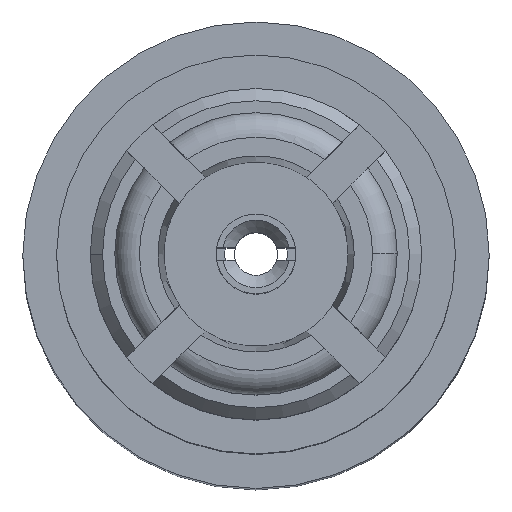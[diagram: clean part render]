
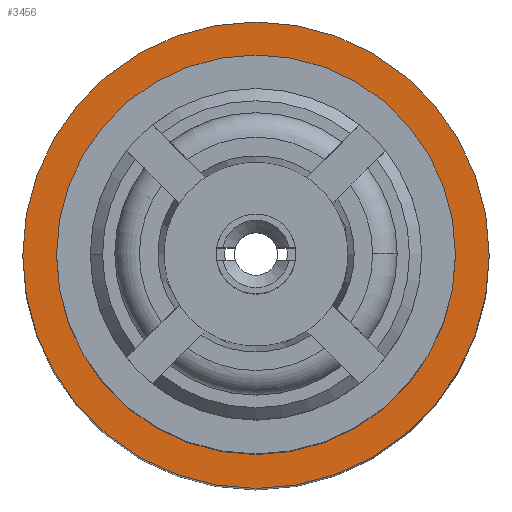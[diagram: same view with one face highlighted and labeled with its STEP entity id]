
A CAD part, top view. The second image highlights one B-rep face of the part: STEP entity #3456.
In plain terms, the highlighted planar face has unit normal (0, 0, 1).
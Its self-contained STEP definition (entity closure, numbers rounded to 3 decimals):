
#39 = DIRECTION ( 'NONE',  ( -1., 0., 0. ) ) ;
#44 = EDGE_CURVE ( 'NONE', #3010, #1447, #1873, .T. ) ;
#272 = FACE_OUTER_BOUND ( 'NONE', #1917, .T. ) ;
#369 = CARTESIAN_POINT ( 'NONE',  ( -1.9, 0., -0.029 ) ) ;
#526 = CARTESIAN_POINT ( 'NONE',  ( 1.9, 0., -0.029 ) ) ;
#746 = CARTESIAN_POINT ( 'NONE',  ( 1.5, 0., -0.029 ) ) ;
#759 = ORIENTED_EDGE ( 'NONE', *, *, #2312, .F. ) ;
#936 = DIRECTION ( 'NONE',  ( 0., 0., -1. ) ) ;
#946 = AXIS2_PLACEMENT_3D ( 'NONE', #3665, #936, #39 ) ;
#1019 = ORIENTED_EDGE ( 'NONE', *, *, #3470, .T. ) ;
#1085 = ORIENTED_EDGE ( 'NONE', *, *, #44, .T. ) ;
#1131 = DIRECTION ( 'NONE',  ( 1., 0., 0. ) ) ;
#1146 = CARTESIAN_POINT ( 'NONE',  ( -1.5, 0., -0.029 ) ) ;
#1262 = DIRECTION ( 'NONE',  ( 0., 0., -1. ) ) ;
#1288 = DIRECTION ( 'NONE',  ( 0., 0., -1. ) ) ;
#1447 = VERTEX_POINT ( 'NONE', #1146 ) ;
#1542 = PLANE ( 'NONE',  #3394 ) ;
#1593 = DIRECTION ( 'NONE',  ( 0., 0., -1. ) ) ;
#1636 = DIRECTION ( 'NONE',  ( -1., 0., 0. ) ) ;
#1767 = AXIS2_PLACEMENT_3D ( 'NONE', #2880, #1288, #1636 ) ;
#1873 = CIRCLE ( 'NONE', #3398, 1.5 ) ;
#1917 = EDGE_LOOP ( 'NONE', ( #3529, #759 ) ) ;
#2003 = CIRCLE ( 'NONE', #3084, 1.5 ) ;
#2073 = DIRECTION ( 'NONE',  ( -1., 0., 0. ) ) ;
#2312 = EDGE_CURVE ( 'NONE', #2983, #2767, #3918, .T. ) ;
#2396 = CARTESIAN_POINT ( 'NONE',  ( 0., 1.9, -0.029 ) ) ;
#2756 = EDGE_CURVE ( 'NONE', #2767, #2983, #3681, .T. ) ;
#2767 = VERTEX_POINT ( 'NONE', #369 ) ;
#2880 = CARTESIAN_POINT ( 'NONE',  ( 0., 0., -0.029 ) ) ;
#2973 = CARTESIAN_POINT ( 'NONE',  ( 0., 0., -0.029 ) ) ;
#2983 = VERTEX_POINT ( 'NONE', #526 ) ;
#3008 = FACE_BOUND ( 'NONE', #3874, .T. ) ;
#3010 = VERTEX_POINT ( 'NONE', #746 ) ;
#3084 = AXIS2_PLACEMENT_3D ( 'NONE', #2973, #1262, #2073 ) ;
#3112 = CARTESIAN_POINT ( 'NONE',  ( 0., 0., -0.029 ) ) ;
#3394 = AXIS2_PLACEMENT_3D ( 'NONE', #2396, #3855, #1131 ) ;
#3398 = AXIS2_PLACEMENT_3D ( 'NONE', #3112, #1593, #3443 ) ;
#3443 = DIRECTION ( 'NONE',  ( -1., 0., 0. ) ) ;
#3456 = ADVANCED_FACE ( 'NONE', ( #3008, #272 ), #1542, .T. ) ;
#3470 = EDGE_CURVE ( 'NONE', #1447, #3010, #2003, .T. ) ;
#3529 = ORIENTED_EDGE ( 'NONE', *, *, #2756, .F. ) ;
#3665 = CARTESIAN_POINT ( 'NONE',  ( 0., 0., -0.029 ) ) ;
#3681 = CIRCLE ( 'NONE', #946, 1.9 ) ;
#3855 = DIRECTION ( 'NONE',  ( 0., 0., 1. ) ) ;
#3874 = EDGE_LOOP ( 'NONE', ( #1019, #1085 ) ) ;
#3918 = CIRCLE ( 'NONE', #1767, 1.9 ) ;
